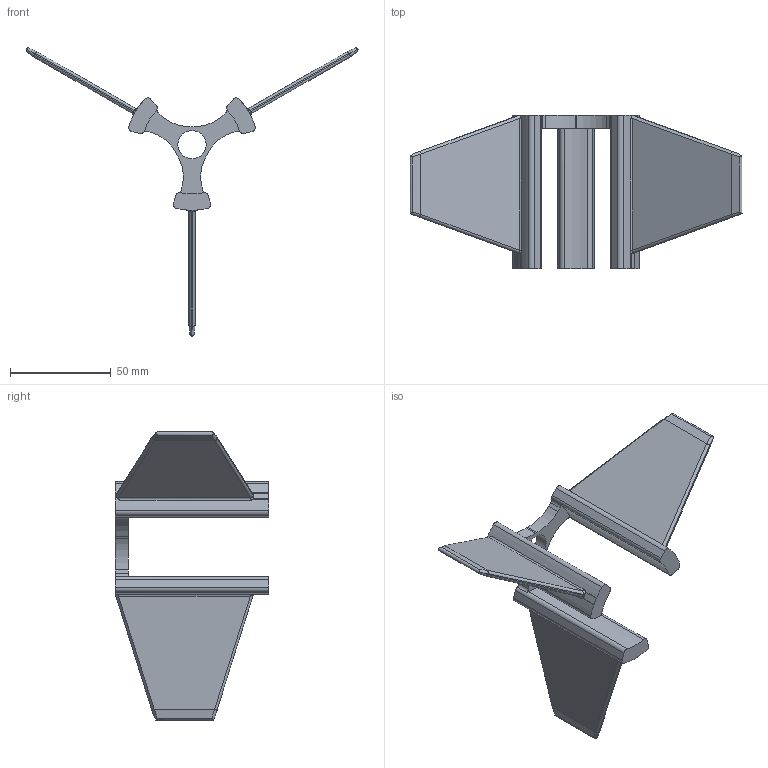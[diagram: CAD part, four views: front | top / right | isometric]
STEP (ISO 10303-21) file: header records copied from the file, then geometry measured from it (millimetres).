
FILE_DESCRIPTION(/* description */ (''),/* implementation_level */ '2;1');
FILE_NAME(/* name */ 'DownHolder v2.step',/* time_stamp */ '2023-09-28T22:45:34-04:00',/* author */ (''),/* organization */ (''),/* preprocessor_version */ 'ST-DEVELOPER v20',/* originating_system */ 'Autodesk Translation Framework v12.14.0.127',/* authorisation */ '');
FILE_SCHEMA (('AUTOMOTIVE_DESIGN { 1 0 10303 214 3 1 1 }'));
Length unit declared in the file: millimetre
Products named in the file (1): DownHolder
Bounding box: 164.52 x 76 x 142.75 mm (x, y, z)
Volume: 61747.8 mm3; surface area: 31971.5 mm2
Topology: 1 solids, 1 shells, 120 faces, 342 edges, 224 vertices
Faces by surface type: cylinder 58, plane 50, bspline 12
Full cylindrical faces by diameter (mm): 14 x1
Entity records: 4346 total; most frequent: CARTESIAN_POINT 1180, ORIENTED_EDGE 684, DIRECTION 649, EDGE_CURVE 342, AXIS2_PLACEMENT_3D 234, VERTEX_POINT 224, LINE 181, VECTOR 181
